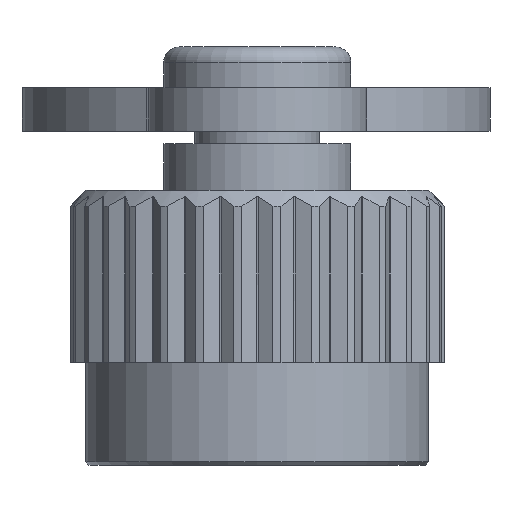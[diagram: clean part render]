
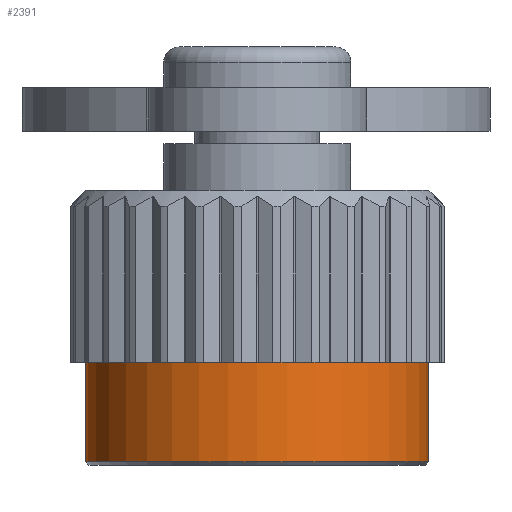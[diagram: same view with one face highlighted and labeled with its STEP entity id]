
A CAD part, front view. The second image highlights one B-rep face of the part: STEP entity #2391.
In plain terms, the highlighted cylindrical face has radius 5.5 mm (diameter 11 mm), a partial arc.
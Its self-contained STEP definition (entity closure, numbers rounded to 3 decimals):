
#339 = CARTESIAN_POINT ( 'NONE',  ( 5.5, 0., -10.2 ) ) ;
#655 = LINE ( 'NONE', #4632, #5738 ) ;
#724 = AXIS2_PLACEMENT_3D ( 'NONE', #991, #4436, #1497 ) ;
#831 = CARTESIAN_POINT ( 'NONE',  ( -5.5, 0., -7. ) ) ;
#836 = CARTESIAN_POINT ( 'NONE',  ( 5.5, 0., -7. ) ) ;
#991 = CARTESIAN_POINT ( 'NONE',  ( 0., 0., -10.2 ) ) ;
#1219 = DIRECTION ( 'NONE',  ( 0., 0., 1. ) ) ;
#1222 = ORIENTED_EDGE ( 'NONE', *, *, #2744, .T. ) ;
#1227 = AXIS2_PLACEMENT_3D ( 'NONE', #2013, #5440, #2501 ) ;
#1497 = DIRECTION ( 'NONE',  ( -1., 0., 0. ) ) ;
#1537 = CIRCLE ( 'NONE', #1227, 5.5 ) ;
#1627 = EDGE_CURVE ( 'NONE', #6143, #3031, #1537, .T. ) ;
#1656 = CARTESIAN_POINT ( 'NONE',  ( -5.5, 0., -10.2 ) ) ;
#1975 = AXIS2_PLACEMENT_3D ( 'NONE', #4471, #5912, #3478 ) ;
#2013 = CARTESIAN_POINT ( 'NONE',  ( 0., 0., -7. ) ) ;
#2152 = VERTEX_POINT ( 'NONE', #1656 ) ;
#2205 = EDGE_LOOP ( 'NONE', ( #4001, #3985, #1222, #3967 ) ) ;
#2391 = ADVANCED_FACE ( 'NONE', ( #5669 ), #3064, .T. ) ;
#2501 = DIRECTION ( 'NONE',  ( 1., 0., 0. ) ) ;
#2744 = EDGE_CURVE ( 'NONE', #6141, #3031, #655, .T. ) ;
#3031 = VERTEX_POINT ( 'NONE', #836 ) ;
#3064 = CYLINDRICAL_SURFACE ( 'NONE', #1975, 5.5 ) ;
#3116 = VECTOR ( 'NONE', #5649, 1000. ) ;
#3478 = DIRECTION ( 'NONE',  ( 1., 0., 0. ) ) ;
#3639 = CIRCLE ( 'NONE', #724, 5.5 ) ;
#3681 = CARTESIAN_POINT ( 'NONE',  ( -5.5, 0., 0. ) ) ;
#3967 = ORIENTED_EDGE ( 'NONE', *, *, #1627, .F. ) ;
#3985 = ORIENTED_EDGE ( 'NONE', *, *, #5704, .T. ) ;
#4001 = ORIENTED_EDGE ( 'NONE', *, *, #5558, .F. ) ;
#4428 = LINE ( 'NONE', #3681, #3116 ) ;
#4436 = DIRECTION ( 'NONE',  ( 0., 0., 1. ) ) ;
#4471 = CARTESIAN_POINT ( 'NONE',  ( 0., 0., 0. ) ) ;
#4632 = CARTESIAN_POINT ( 'NONE',  ( 5.5, 0., 0. ) ) ;
#5440 = DIRECTION ( 'NONE',  ( 0., 0., 1. ) ) ;
#5558 = EDGE_CURVE ( 'NONE', #2152, #6143, #4428, .T. ) ;
#5649 = DIRECTION ( 'NONE',  ( 0., 0., 1. ) ) ;
#5669 = FACE_OUTER_BOUND ( 'NONE', #2205, .T. ) ;
#5704 = EDGE_CURVE ( 'NONE', #2152, #6141, #3639, .T. ) ;
#5738 = VECTOR ( 'NONE', #1219, 1000. ) ;
#5912 = DIRECTION ( 'NONE',  ( 0., 0., 1. ) ) ;
#6141 = VERTEX_POINT ( 'NONE', #339 ) ;
#6143 = VERTEX_POINT ( 'NONE', #831 ) ;
